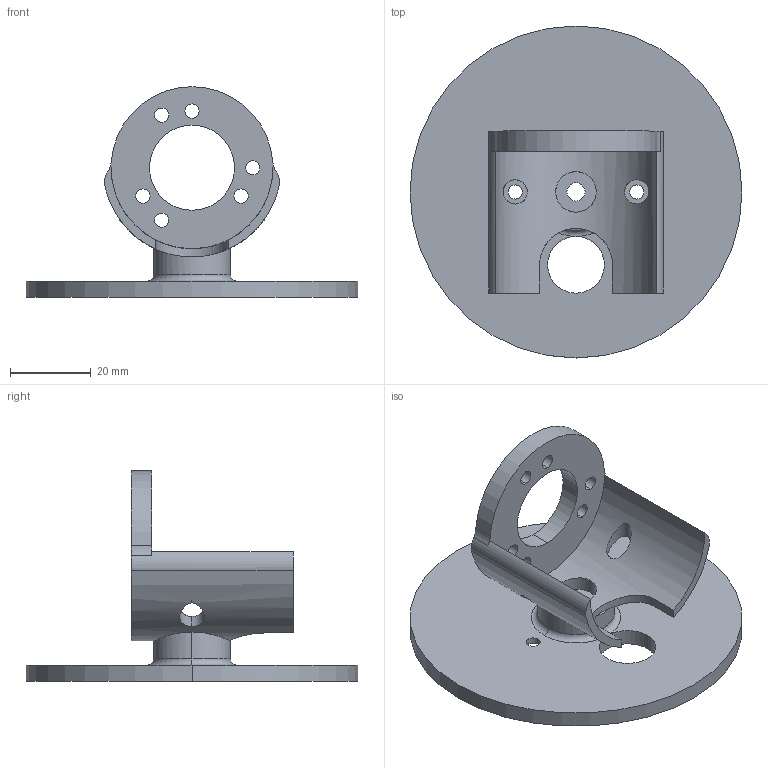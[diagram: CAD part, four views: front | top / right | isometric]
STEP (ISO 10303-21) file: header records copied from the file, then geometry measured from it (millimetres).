
FILE_DESCRIPTION (( 'STEP AP203' ), '1' );
FILE_NAME ('Encoder Holder_Default_sldprt.STEP', '2025-12-17T14:41:47', ( '' ), ( '' ), 'SwSTEP 2.0', 'SolidWorks 2025', '' );
FILE_SCHEMA (( 'CONFIG_CONTROL_DESIGN' ));
Length unit declared in the file: millimetre
Products named in the file (1): Encoder Holder_Default_sldprt
Bounding box: 82 x 82 x 52 mm (x, y, z)
Volume: 28184.1 mm3; surface area: 19334.1 mm2
Topology: 1 solids, 1 shells, 82 faces, 208 edges, 137 vertices
Faces by surface type: cylinder 53, plane 27, torus 2
Entity records: 3135 total; most frequent: CARTESIAN_POINT 958, DIRECTION 456, ORIENTED_EDGE 416, EDGE_CURVE 208, AXIS2_PLACEMENT_3D 183, VERTEX_POINT 137, EDGE_LOOP 117, CIRCLE 100
